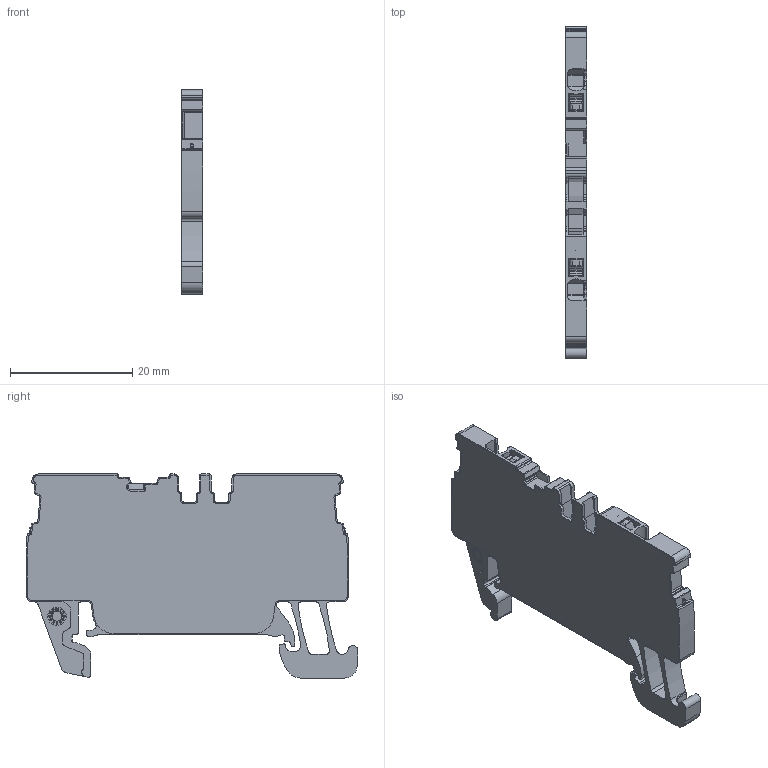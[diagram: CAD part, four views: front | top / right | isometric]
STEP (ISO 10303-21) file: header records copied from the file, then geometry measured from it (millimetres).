
FILE_DESCRIPTION(('CATIA V5 STEP Exchange','CAx-IF Rec.Pracs.--- Model Styling and Organization---1.5--- 2016-08-15','CAx-IF Rec.Pracs.---Supplemental Geometry---1.0---2011-11-01','CAx-IF Rec.Pracs.--- Composite Materials ---1.1---2010-07-15'),'2;1');
FILE_NAME ('1947646-2_0', '2025-03-21T09:21:58+00:00', ('none'), ('Weidmueller'), 'CATIA Version 5-6 Release 2022 SP4 HF5', 'CATIA V5 STEP AP214 v3', 'none');
FILE_SCHEMA(('AUTOMOTIVE_DESIGN { 1 0 10303 214 1 1 1 1 }'));
Length unit declared in the file: millimetre
Products named in the file (1): 2986560000
Bounding box: 3.5 x 54.23 x 33.35 mm (x, y, z)
Volume: 4278.1 mm3; surface area: 4024.9 mm2
Topology: 1 solids, 5 shells, 805 faces, 2244 edges, 1471 vertices
Faces by surface type: plane 400, cylinder 374, bspline 24, torus 3, cone 2, sphere 2
Entity records: 28374 total; most frequent: CARTESIAN_POINT 7789, ORIENTED_EDGE 4476, DIRECTION 3406, EDGE_CURVE 2238, VERTEX_POINT 1469, VECTOR 1417, LINE 1417, AXIS2_PLACEMENT_3D 1314
